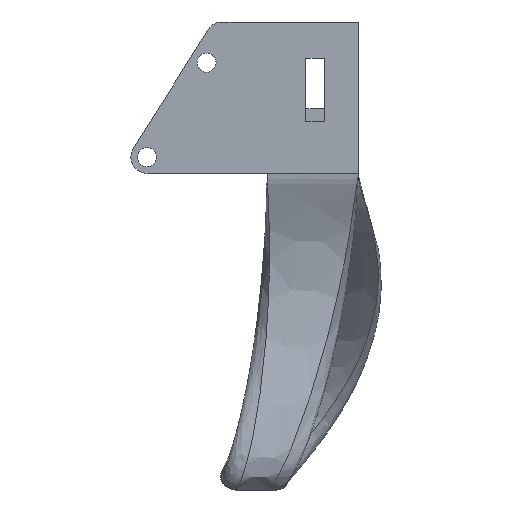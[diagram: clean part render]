
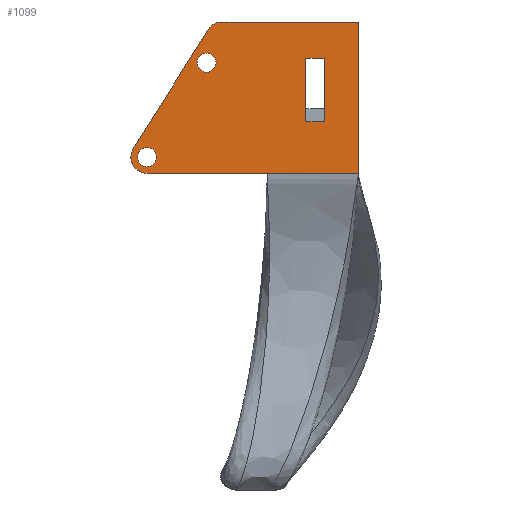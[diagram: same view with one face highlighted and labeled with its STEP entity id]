
A CAD part, left-side view. The second image highlights one B-rep face of the part: STEP entity #1099.
In plain terms, the highlighted planar face has unit normal (-1, 0, 0).
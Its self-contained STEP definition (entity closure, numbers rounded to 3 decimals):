
#28=FACE_BOUND('',#284,.T.);
#29=FACE_BOUND('',#285,.T.);
#30=FACE_BOUND('',#286,.T.);
#38=CIRCLE('',#1167,3.);
#39=CIRCLE('',#1168,3.);
#40=CIRCLE('',#1169,1.75);
#41=CIRCLE('',#1170,1.75);
#48=LINE('',#4867,#119);
#52=LINE('',#4875,#123);
#55=LINE('',#4881,#126);
#58=LINE('',#4886,#129);
#60=LINE('',#5351,#131);
#61=LINE('',#5360,#132);
#62=LINE('',#5362,#133);
#63=LINE('',#5366,#134);
#119=VECTOR('',#1208,10.);
#123=VECTOR('',#1214,10.);
#126=VECTOR('',#1219,10.);
#129=VECTOR('',#1224,10.);
#131=VECTOR('',#1230,10.);
#132=VECTOR('',#1231,10.);
#133=VECTOR('',#1232,10.);
#134=VECTOR('',#1235,10.);
#194=PLANE('',#1166);
#218=FACE_OUTER_BOUND('',#283,.T.);
#283=EDGE_LOOP('',(#749,#750,#751,#752,#753,#754,#755));
#284=EDGE_LOOP('',(#756,#757,#758,#759));
#285=EDGE_LOOP('',(#760));
#286=EDGE_LOOP('',(#761));
#367=B_SPLINE_CURVE_WITH_KNOTS('',3,(#5353,#5354,#5355,#5356,#5357,#5358),
 .UNSPECIFIED.,.F.,.F.,(4,2,4),(0.338,1.18,2.023),
 .UNSPECIFIED.);
#443=VERTEX_POINT('',#4865);
#444=VERTEX_POINT('',#4866);
#447=VERTEX_POINT('',#4874);
#449=VERTEX_POINT('',#4880);
#461=VERTEX_POINT('',#5291);
#463=VERTEX_POINT('',#5350);
#464=VERTEX_POINT('',#5352);
#465=VERTEX_POINT('',#5359);
#466=VERTEX_POINT('',#5361);
#467=VERTEX_POINT('',#5363);
#468=VERTEX_POINT('',#5365);
#469=VERTEX_POINT('',#5368);
#470=VERTEX_POINT('',#5370);
#548=EDGE_CURVE('',#443,#444,#48,.T.);
#552=EDGE_CURVE('',#444,#447,#52,.T.);
#555=EDGE_CURVE('',#447,#449,#55,.T.);
#558=EDGE_CURVE('',#449,#443,#58,.T.);
#573=EDGE_CURVE('',#461,#463,#60,.T.);
#574=EDGE_CURVE('',#461,#464,#367,.T.);
#575=EDGE_CURVE('',#465,#464,#61,.T.);
#576=EDGE_CURVE('',#465,#466,#62,.T.);
#577=EDGE_CURVE('',#467,#466,#38,.T.);
#578=EDGE_CURVE('',#468,#467,#63,.T.);
#579=EDGE_CURVE('',#463,#468,#39,.T.);
#580=EDGE_CURVE('',#469,#469,#40,.T.);
#581=EDGE_CURVE('',#470,#470,#41,.T.);
#749=ORIENTED_EDGE('',*,*,#573,.F.);
#750=ORIENTED_EDGE('',*,*,#574,.T.);
#751=ORIENTED_EDGE('',*,*,#575,.F.);
#752=ORIENTED_EDGE('',*,*,#576,.T.);
#753=ORIENTED_EDGE('',*,*,#577,.F.);
#754=ORIENTED_EDGE('',*,*,#578,.F.);
#755=ORIENTED_EDGE('',*,*,#579,.F.);
#756=ORIENTED_EDGE('',*,*,#555,.T.);
#757=ORIENTED_EDGE('',*,*,#558,.T.);
#758=ORIENTED_EDGE('',*,*,#548,.T.);
#759=ORIENTED_EDGE('',*,*,#552,.T.);
#760=ORIENTED_EDGE('',*,*,#580,.F.);
#761=ORIENTED_EDGE('',*,*,#581,.F.);
#1099=ADVANCED_FACE('',(#218,#28,#29,#30),#194,.T.);
#1166=AXIS2_PLACEMENT_3D('',#5349,#1228,#1229);
#1167=AXIS2_PLACEMENT_3D('',#5364,#1233,#1234);
#1168=AXIS2_PLACEMENT_3D('',#5367,#1236,#1237);
#1169=AXIS2_PLACEMENT_3D('',#5369,#1238,#1239);
#1170=AXIS2_PLACEMENT_3D('',#5371,#1240,#1241);
#1208=DIRECTION('',(0.,1.,0.));
#1214=DIRECTION('',(0.,0.,1.));
#1219=DIRECTION('',(0.,-1.,0.));
#1224=DIRECTION('',(0.,0.,-1.));
#1228=DIRECTION('center_axis',(-1.,0.,0.));
#1229=DIRECTION('ref_axis',(0.,1.,0.));
#1230=DIRECTION('',(0.,1.,0.));
#1231=DIRECTION('',(0.,0.,-1.));
#1232=DIRECTION('',(0.,1.,0.));
#1233=DIRECTION('center_axis',(1.,0.,0.));
#1234=DIRECTION('ref_axis',(0.,0.846,0.533));
#1235=DIRECTION('',(0.,-0.533,0.846));
#1236=DIRECTION('center_axis',(1.,0.,0.));
#1237=DIRECTION('ref_axis',(0.,0.,-1.));
#1238=DIRECTION('center_axis',(-1.,0.,0.));
#1239=DIRECTION('ref_axis',(0.,1.,0.));
#1240=DIRECTION('center_axis',(-1.,0.,0.));
#1241=DIRECTION('ref_axis',(0.,1.,0.));
#4865=CARTESIAN_POINT('',(-44.6,-54.925,25.5));
#4866=CARTESIAN_POINT('',(-44.6,-51.425,25.5));
#4867=CARTESIAN_POINT('',(-44.6,-56.312,25.5));
#4874=CARTESIAN_POINT('',(-44.6,-51.425,37.3));
#4875=CARTESIAN_POINT('',(-44.6,-51.425,40.635));
#4880=CARTESIAN_POINT('',(-44.6,-54.925,37.3));
#4881=CARTESIAN_POINT('',(-44.6,-58.062,37.3));
#4886=CARTESIAN_POINT('',(-44.6,-54.925,34.735));
#5291=CARTESIAN_POINT('',(-44.6,-44.35,16.));
#5349=CARTESIAN_POINT('Origin',(-44.6,-61.2,43.971));
#5350=CARTESIAN_POINT('',(-44.6,-22.1,16.));
#5351=CARTESIAN_POINT('',(-44.6,-41.65,16.));
#5352=CARTESIAN_POINT('',(-44.6,-61.2,16.));
#5353=CARTESIAN_POINT('Ctrl Pts',(-44.6,-44.35,16.));
#5354=CARTESIAN_POINT('Ctrl Pts',(-44.6,-47.158,16.));
#5355=CARTESIAN_POINT('Ctrl Pts',(-44.6,-49.966,16.));
#5356=CARTESIAN_POINT('Ctrl Pts',(-44.6,-55.582,16.));
#5357=CARTESIAN_POINT('Ctrl Pts',(-44.6,-58.391,16.));
#5358=CARTESIAN_POINT('Ctrl Pts',(-44.6,-61.2,16.));
#5359=CARTESIAN_POINT('',(-44.6,-61.2,43.971));
#5360=CARTESIAN_POINT('',(-44.6,-61.2,43.971));
#5361=CARTESIAN_POINT('',(-44.6,-35.95,43.971));
#5362=CARTESIAN_POINT('',(-44.6,-61.2,43.971));
#5363=CARTESIAN_POINT('',(-44.6,-33.412,42.57));
#5364=CARTESIAN_POINT('Origin',(-44.6,-35.95,40.971));
#5365=CARTESIAN_POINT('',(-44.6,-19.562,20.6));
#5366=CARTESIAN_POINT('',(-44.6,-37.679,49.339));
#5367=CARTESIAN_POINT('Origin',(-44.6,-22.1,19.));
#5368=CARTESIAN_POINT('',(-44.6,-34.85,36.45));
#5369=CARTESIAN_POINT('Origin',(-44.6,-33.1,36.45));
#5370=CARTESIAN_POINT('',(-44.6,-23.85,19.));
#5371=CARTESIAN_POINT('Origin',(-44.6,-22.1,19.));
